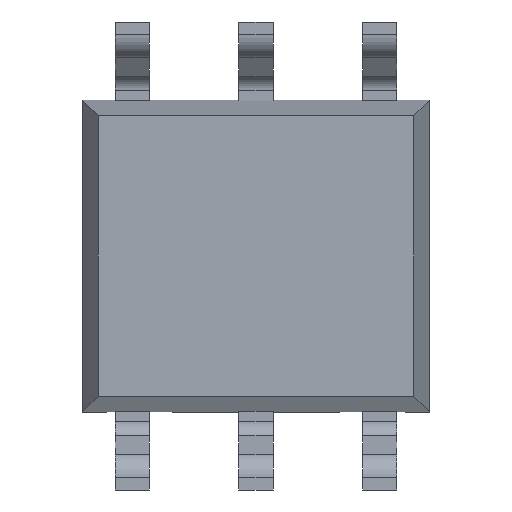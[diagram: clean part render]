
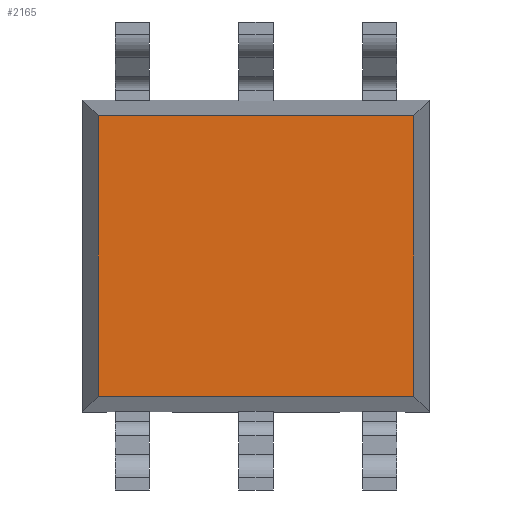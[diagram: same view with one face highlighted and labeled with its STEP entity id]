
A CAD part, front view. The second image highlights one B-rep face of the part: STEP entity #2165.
In plain terms, the highlighted planar face has unit normal (0, -1, 0).
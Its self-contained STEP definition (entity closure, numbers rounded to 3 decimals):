
#91 = EDGE_CURVE ( 'NONE', #654, #651, #376, .T. ) ;
#98 = EDGE_CURVE ( 'NONE', #651, #668, #390, .T. ) ;
#101 = EDGE_CURVE ( 'NONE', #668, #658, #396, .T. ) ;
#109 = EDGE_CURVE ( 'NONE', #658, #654, #389, .T. ) ;
#262 = AXIS2_PLACEMENT_3D ( 'NONE', #1175, #1195, #1196 ) ;
#376 = LINE ( 'NONE', #2923, #377 ) ;
#377 = VECTOR ( 'NONE', #2913, 1000. ) ;
#389 = LINE ( 'NONE', #781, #412 ) ;
#390 = LINE ( 'NONE', #777, #391 ) ;
#391 = VECTOR ( 'NONE', #778, 1000. ) ;
#396 = LINE ( 'NONE', #783, #397 ) ;
#397 = VECTOR ( 'NONE', #784, 1000. ) ;
#412 = VECTOR ( 'NONE', #800, 1000. ) ;
#651 = VERTEX_POINT ( 'NONE', #974 ) ;
#654 = VERTEX_POINT ( 'NONE', #975 ) ;
#658 = VERTEX_POINT ( 'NONE', #976 ) ;
#668 = VERTEX_POINT ( 'NONE', #978 ) ;
#777 = CARTESIAN_POINT ( 'NONE',  ( -3.234, 0., -3.2 ) ) ;
#778 = DIRECTION ( 'NONE',  ( 0., 0., 1. ) ) ;
#781 = CARTESIAN_POINT ( 'NONE',  ( 3.234, 0., -3.2 ) ) ;
#783 = CARTESIAN_POINT ( 'NONE',  ( 3.56, 0., 2.874 ) ) ;
#784 = DIRECTION ( 'NONE',  ( 1., 0., 0. ) ) ;
#800 = DIRECTION ( 'NONE',  ( 0., 0., -1. ) ) ;
#974 = CARTESIAN_POINT ( 'NONE',  ( -3.234, 0., -2.874 ) ) ;
#975 = CARTESIAN_POINT ( 'NONE',  ( 3.234, 0., -2.874 ) ) ;
#976 = CARTESIAN_POINT ( 'NONE',  ( 3.234, 0., 2.874 ) ) ;
#978 = CARTESIAN_POINT ( 'NONE',  ( -3.234, 0., 2.874 ) ) ;
#1175 = CARTESIAN_POINT ( 'NONE',  ( 3.56, 0., 3.2 ) ) ;
#1183 = PLANE ( 'NONE',  #262 ) ;
#1195 = DIRECTION ( 'NONE',  ( 0., -1., 0. ) ) ;
#1196 = DIRECTION ( 'NONE',  ( 0., 0., -1. ) ) ;
#1422 = FACE_OUTER_BOUND ( 'NONE', #2257, .T. ) ;
#2165 = ADVANCED_FACE ( 'NONE', ( #1422 ), #1183, .T. ) ;
#2257 = EDGE_LOOP ( 'NONE', ( #2457, #2458, #2459, #2460 ) ) ;
#2457 = ORIENTED_EDGE ( 'NONE', *, *, #109, .F. ) ;
#2458 = ORIENTED_EDGE ( 'NONE', *, *, #101, .F. ) ;
#2459 = ORIENTED_EDGE ( 'NONE', *, *, #98, .F. ) ;
#2460 = ORIENTED_EDGE ( 'NONE', *, *, #91, .F. ) ;
#2913 = DIRECTION ( 'NONE',  ( -1., 0., 0. ) ) ;
#2923 = CARTESIAN_POINT ( 'NONE',  ( 3.56, 0., -2.874 ) ) ;
